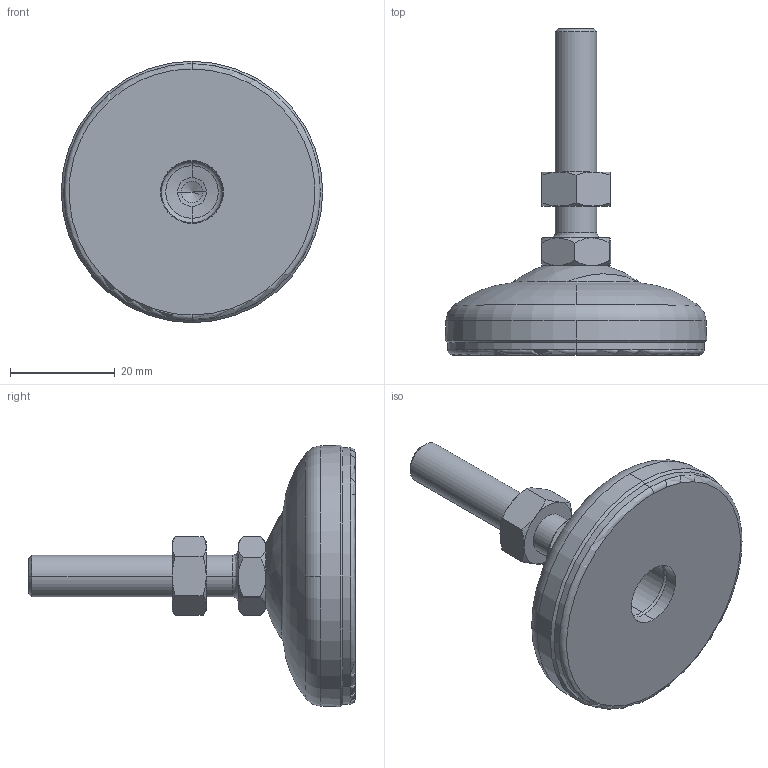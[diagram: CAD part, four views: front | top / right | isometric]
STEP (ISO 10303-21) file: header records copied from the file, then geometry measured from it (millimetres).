
FILE_DESCRIPTION (( 'STEP AP203' ), '1' );
FILE_NAME ('A60.18.50.01 ECO feet nylon 50 - M8 x 40.STEP', '2018-09-28T13:05:27', ( '' ), ( '' ), 'SwSTEP 2.0', 'SolidWorks 2015', '' );
FILE_SCHEMA (( 'CONFIG_CONTROL_DESIGN' ));
Length unit declared in the file: inch
Products named in the file (2): A60.18.50.01 ECO feet nylon 50 - M8 x 40
Bounding box: 49.97 x 62.41 x 49.97 mm (x, y, z)
Volume: 26197.1 mm3; surface area: 14041.9 mm2
Topology: 4 solids, 4 shells, 172 faces, 416 edges, 253 vertices
Faces by surface type: cone 57, cylinder 44, plane 35, torus 30, bspline 4, sphere 2
Entity records: 6763 total; most frequent: CARTESIAN_POINT 2732, DIRECTION 830, ORIENTED_EDGE 824, EDGE_CURVE 412, AXIS2_PLACEMENT_3D 359, VERTEX_POINT 253, CIRCLE 189, EDGE_LOOP 183
